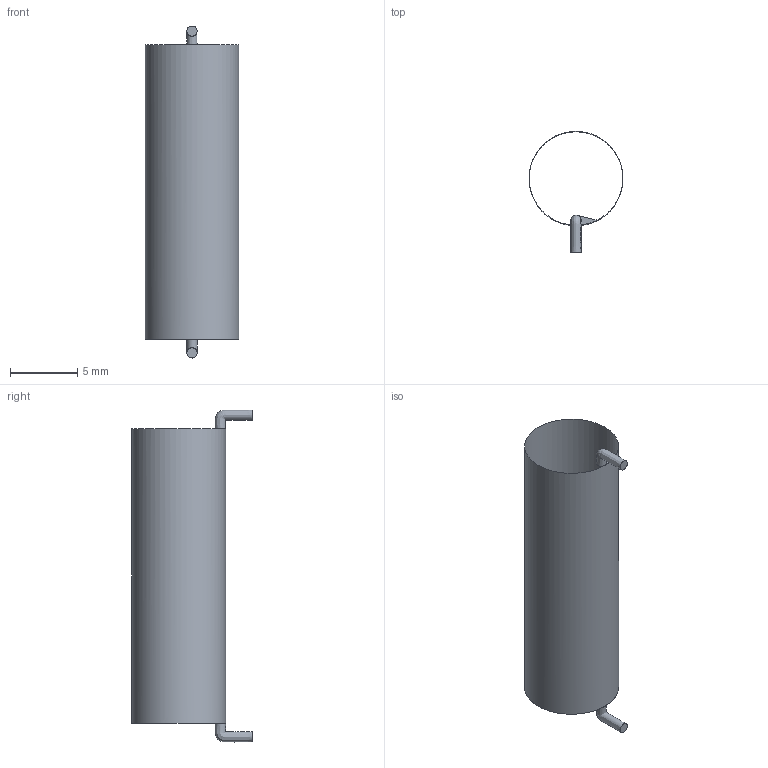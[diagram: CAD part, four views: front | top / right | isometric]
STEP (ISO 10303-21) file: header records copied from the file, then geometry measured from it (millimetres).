
FILE_DESCRIPTION (( 'STEP AP214' ), '1' );
FILE_NAME ('Spule22mm.STEP', '2021-05-28T08:07:39', ( '' ), ( '' ), 'SwSTEP 2.0', 'SolidWorks 2018', '' );
FILE_SCHEMA (( 'AUTOMOTIVE_DESIGN' ));
Length unit declared in the file: millimetre
Products named in the file (1): Spule22mm
Bounding box: 7 x 9 x 24.76 mm (x, y, z)
Volume: 849.6 mm3; surface area: 576.3 mm2
Topology: 1 solids, 1 shells, 7 faces, 12 edges, 7 vertices
Faces by surface type: plane 4, bspline 2, cylinder 1
Full cylindrical faces by diameter (mm): 7 x1
Entity records: 2696 total; most frequent: CARTESIAN_POINT 2528, DIRECTION 16, ORIENTED_EDGE 12, FACE_OUTER_BOUND 10, EDGE_LOOP 10, AXIS2_PLACEMENT_3D 8, ADVANCED_FACE 7, UNCERTAINTY_MEASURE_WITH_UNIT 7
